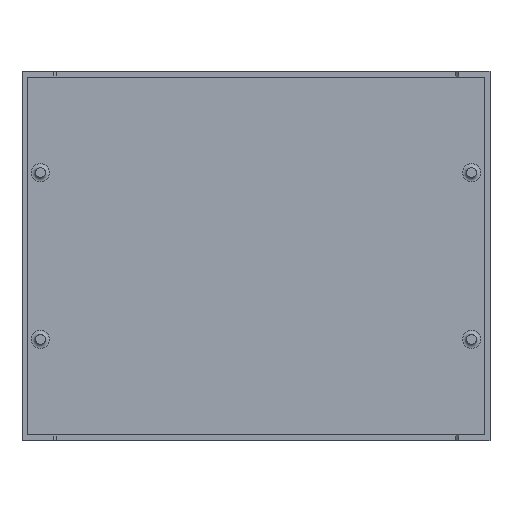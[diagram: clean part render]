
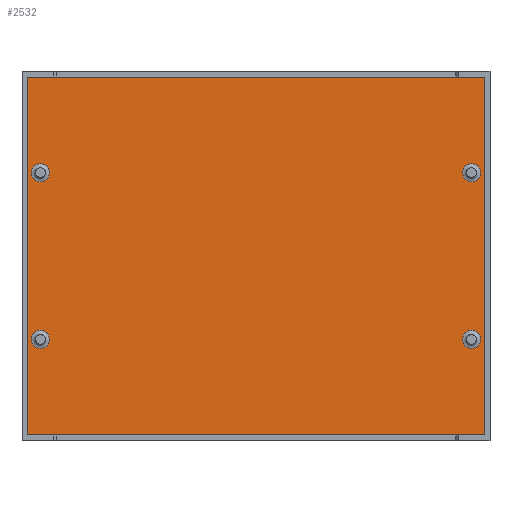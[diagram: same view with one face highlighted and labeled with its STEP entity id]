
A CAD part, front view. The second image highlights one B-rep face of the part: STEP entity #2532.
In plain terms, the highlighted planar face has unit normal (0, -1, 0).
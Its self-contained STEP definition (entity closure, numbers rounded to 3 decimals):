
#132=CIRCLE('',#2652,1.1);
#133=CIRCLE('',#2653,1.1);
#134=CIRCLE('',#2654,1.1);
#135=CIRCLE('',#2655,1.1);
#148=ORIENTED_EDGE('',*,*,#662,.T.);
#149=ORIENTED_EDGE('',*,*,#663,.T.);
#150=ORIENTED_EDGE('',*,*,#664,.T.);
#151=ORIENTED_EDGE('',*,*,#665,.T.);
#152=ORIENTED_EDGE('',*,*,#666,.T.);
#153=ORIENTED_EDGE('',*,*,#667,.F.);
#154=ORIENTED_EDGE('',*,*,#668,.F.);
#155=ORIENTED_EDGE('',*,*,#659,.T.);
#659=EDGE_CURVE('',#917,#916,#1092,.T.);
#662=EDGE_CURVE('',#919,#919,#132,.T.);
#663=EDGE_CURVE('',#920,#920,#133,.T.);
#664=EDGE_CURVE('',#921,#921,#134,.T.);
#665=EDGE_CURVE('',#922,#922,#135,.T.);
#666=EDGE_CURVE('',#916,#923,#1095,.T.);
#667=EDGE_CURVE('',#924,#923,#1096,.T.);
#668=EDGE_CURVE('',#917,#924,#1097,.T.);
#916=VERTEX_POINT('',#3141);
#917=VERTEX_POINT('',#3143);
#919=VERTEX_POINT('',#3149);
#920=VERTEX_POINT('',#3151);
#921=VERTEX_POINT('',#3153);
#922=VERTEX_POINT('',#3155);
#923=VERTEX_POINT('',#3157);
#924=VERTEX_POINT('',#3159);
#1092=LINE('',#3142,#1259);
#1095=LINE('',#3156,#1262);
#1096=LINE('',#3158,#1263);
#1097=LINE('',#3160,#1264);
#1259=VECTOR('',#2761,1000.);
#1262=VECTOR('',#2774,1000.);
#1263=VECTOR('',#2775,1000.);
#1264=VECTOR('',#2776,1000.);
#1426=EDGE_LOOP('',(#148));
#1427=EDGE_LOOP('',(#149));
#1428=EDGE_LOOP('',(#150));
#1429=EDGE_LOOP('',(#151));
#1430=EDGE_LOOP('',(#152,#153,#154,#155));
#1557=FACE_BOUND('',#1426,.T.);
#1558=FACE_BOUND('',#1427,.T.);
#1559=FACE_BOUND('',#1428,.T.);
#1560=FACE_BOUND('',#1429,.T.);
#1561=FACE_BOUND('',#1430,.T.);
#1688=PLANE('',#2651);
#2532=ADVANCED_FACE('',(#1557,#1558,#1559,#1560,#1561),#1688,.F.);
#2651=AXIS2_PLACEMENT_3D('',#3147,#2764,#2765);
#2652=AXIS2_PLACEMENT_3D('',#3148,#2766,#2767);
#2653=AXIS2_PLACEMENT_3D('',#3150,#2768,#2769);
#2654=AXIS2_PLACEMENT_3D('',#3152,#2770,#2771);
#2655=AXIS2_PLACEMENT_3D('',#3154,#2772,#2773);
#2761=DIRECTION('',(0.,0.,-1.));
#2764=DIRECTION('',(0.,1.,0.));
#2765=DIRECTION('',(-1.,0.,0.));
#2766=DIRECTION('',(0.,1.,0.));
#2767=DIRECTION('',(-1.,0.,0.));
#2768=DIRECTION('',(0.,1.,0.));
#2769=DIRECTION('',(-1.,0.,0.));
#2770=DIRECTION('',(0.,1.,0.));
#2771=DIRECTION('',(-1.,0.,0.));
#2772=DIRECTION('',(0.,1.,0.));
#2773=DIRECTION('',(-1.,0.,0.));
#2774=DIRECTION('',(1.,0.,0.));
#2775=DIRECTION('',(0.,0.,-1.));
#2776=DIRECTION('',(1.,0.,0.));
#3141=CARTESIAN_POINT('',(-27.8,-31.8,-21.8));
#3142=CARTESIAN_POINT('',(-27.8,-31.8,21.8));
#3143=CARTESIAN_POINT('',(-27.8,-31.8,21.8));
#3147=CARTESIAN_POINT('',(-27.8,-31.8,21.8));
#3148=CARTESIAN_POINT('',(-26.25,-31.8,10.15));
#3149=CARTESIAN_POINT('',(-27.35,-31.8,10.15));
#3150=CARTESIAN_POINT('',(26.25,-31.8,-10.15));
#3151=CARTESIAN_POINT('',(25.15,-31.8,-10.15));
#3152=CARTESIAN_POINT('',(26.25,-31.8,10.15));
#3153=CARTESIAN_POINT('',(25.15,-31.8,10.15));
#3154=CARTESIAN_POINT('',(-26.25,-31.8,-10.15));
#3155=CARTESIAN_POINT('',(-27.35,-31.8,-10.15));
#3156=CARTESIAN_POINT('',(-27.8,-31.8,-21.8));
#3157=CARTESIAN_POINT('',(27.8,-31.8,-21.8));
#3158=CARTESIAN_POINT('',(27.8,-31.8,21.8));
#3159=CARTESIAN_POINT('',(27.8,-31.8,21.8));
#3160=CARTESIAN_POINT('',(-27.8,-31.8,21.8));
